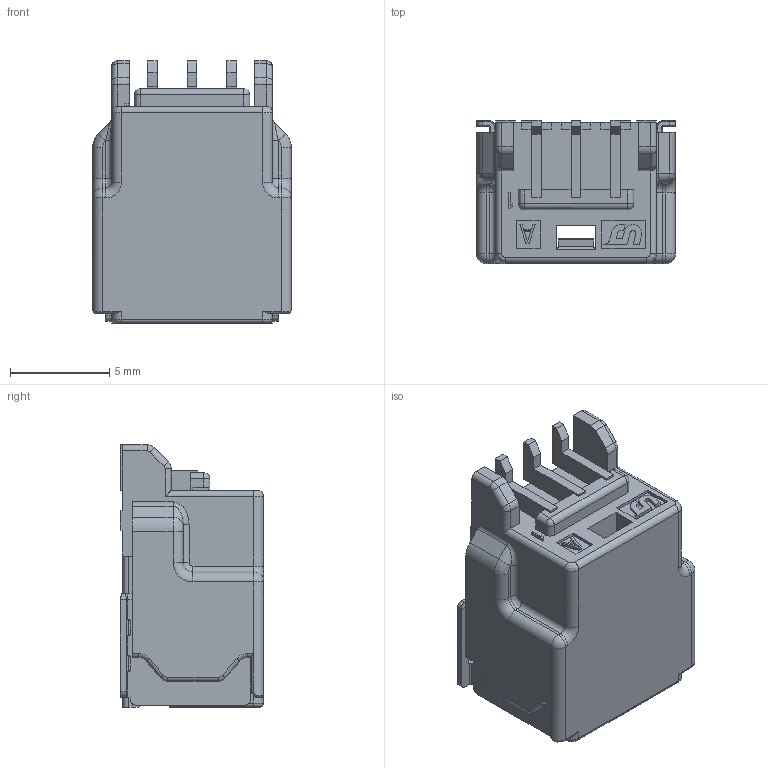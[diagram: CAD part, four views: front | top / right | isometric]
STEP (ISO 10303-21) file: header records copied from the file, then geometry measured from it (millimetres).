
FILE_DESCRIPTION((''),'2;1');
FILE_NAME('CVM_020_D_SMT_3M_H_ASSY','2020-10-16T15:21:21',('drkoo'),(''),'CREO PARAMETRIC BY PTC INC, 2017380','CREO PARAMETRIC BY PTC INC, 2017380','');
FILE_SCHEMA(('CONFIG_CONTROL_DESIGN'));
Length unit declared in the file: millimetre
Products named in the file (1): CVM_020_D_SMT_3M_H_ASSY
Bounding box: 10 x 7.2 x 13.2 mm (x, y, z)
Volume: 360.8 mm3; surface area: 926.4 mm2
Topology: 1 solids, 1 shells, 640 faces, 1685 edges, 1015 vertices
Faces by surface type: plane 334, cylinder 206, torus 32, bspline 28, cone 22, sphere 18
Entity records: 20233 total; most frequent: CARTESIAN_POINT 4605, ORIENTED_EDGE 3326, DIRECTION 3190, EDGE_CURVE 1663, VECTOR 1144, LINE 1144, AXIS2_PLACEMENT_3D 1023, VERTEX_POINT 1015
